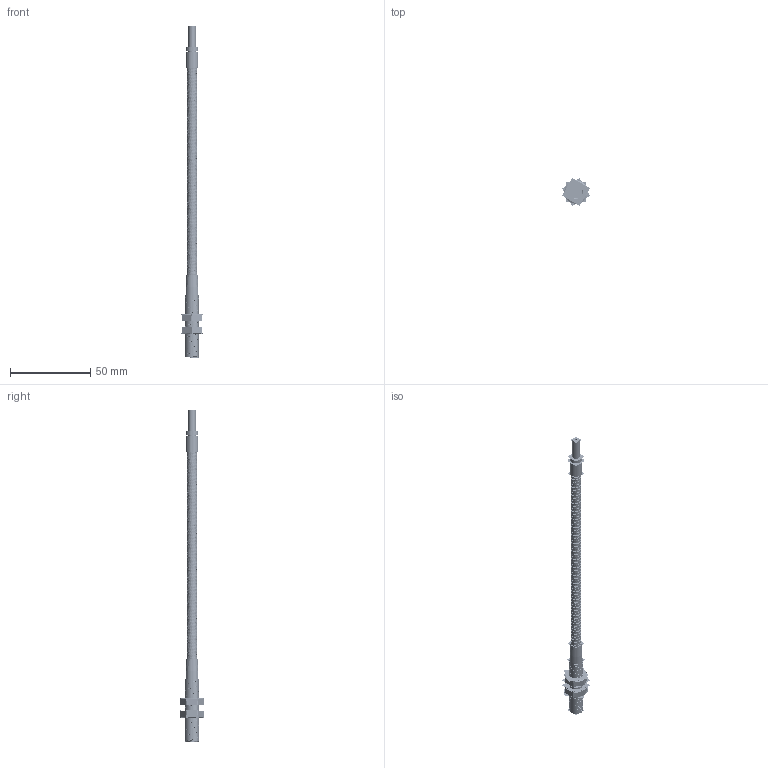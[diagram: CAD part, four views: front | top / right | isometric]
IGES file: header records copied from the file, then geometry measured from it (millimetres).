
Start section:  PTC IGES file: 161911.igs
Global section: file name: 161911.igs; native system: Creo Parametric by Parametric Technology Corporation; preprocessor: 2013230; author: pdmadmin; organization: Unknown; date: 20160209.162436; units: inch
Bounding box: 17.23 x 17.23 x 206.36 mm (x, y, z)
Volume: 3823.4 mm3; surface area: 117993.1 mm2
Topology: 7 solids, 7 shells, 858 faces, 4018 edges, 4919 vertices
Faces by surface type: bspline 534, revolution 324
